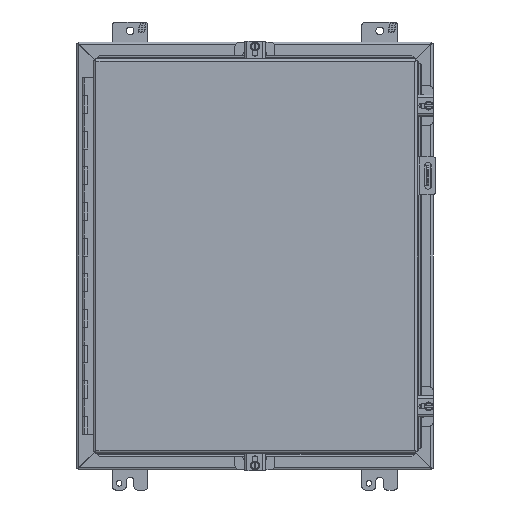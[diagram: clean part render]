
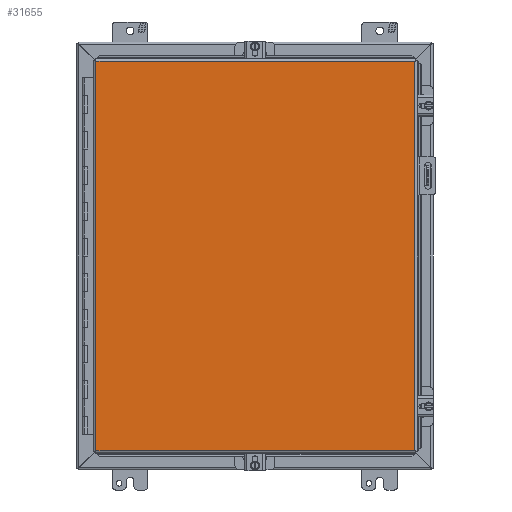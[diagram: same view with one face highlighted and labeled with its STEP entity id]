
A CAD part, front view. The second image highlights one B-rep face of the part: STEP entity #31655.
In plain terms, the highlighted planar face has unit normal (0, -1, 0).
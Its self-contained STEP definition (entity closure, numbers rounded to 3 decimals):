
#1701 = CARTESIAN_POINT ( 'NONE',  ( -8.912, -11.222, -10.913 ) ) ;
#6866 = VERTEX_POINT ( 'NONE', #37729 ) ;
#8449 = DIRECTION ( 'NONE',  ( 1., 0., 0. ) ) ;
#13421 = DIRECTION ( 'NONE',  ( 0., 0., -1. ) ) ;
#13533 = LINE ( 'NONE', #25660, #22733 ) ;
#14732 = ORIENTED_EDGE ( 'NONE', *, *, #46015, .F. ) ;
#15743 = CARTESIAN_POINT ( 'NONE',  ( -8.912, -11.222, 10.913 ) ) ;
#15787 = CARTESIAN_POINT ( 'NONE',  ( 8.976, -11.222, 10.913 ) ) ;
#16259 = LINE ( 'NONE', #15743, #28081 ) ;
#16504 = DIRECTION ( 'NONE',  ( 0., 0., 1. ) ) ;
#17202 = LINE ( 'NONE', #24559, #33733 ) ;
#18694 = EDGE_CURVE ( 'NONE', #25469, #32292, #16259, .T. ) ;
#20033 = VECTOR ( 'NONE', #8449, 39.37 ) ;
#20069 = LINE ( 'NONE', #27688, #20033 ) ;
#22733 = VECTOR ( 'NONE', #44376, 39.37 ) ;
#24088 = ORIENTED_EDGE ( 'NONE', *, *, #39078, .F. ) ;
#24559 = CARTESIAN_POINT ( 'NONE',  ( 8.976, -11.222, -10.912 ) ) ;
#25469 = VERTEX_POINT ( 'NONE', #1701 ) ;
#25660 = CARTESIAN_POINT ( 'NONE',  ( -8.912, -11.222, -10.913 ) ) ;
#27217 = VERTEX_POINT ( 'NONE', #15787 ) ;
#27688 = CARTESIAN_POINT ( 'NONE',  ( 8.976, -11.222, 10.913 ) ) ;
#28081 = VECTOR ( 'NONE', #16504, 39.37 ) ;
#29633 = CARTESIAN_POINT ( 'NONE',  ( -8.912, -11.222, 10.913 ) ) ;
#30549 = FACE_OUTER_BOUND ( 'NONE', #32047, .T. ) ;
#30814 = PLANE ( 'NONE',  #35961 ) ;
#31568 = DIRECTION ( 'NONE',  ( 0., 1., 0. ) ) ;
#31655 = ADVANCED_FACE ( 'NONE', ( #30549 ), #30814, .F. ) ;
#32047 = EDGE_LOOP ( 'NONE', ( #40572, #14732, #40191, #24088 ) ) ;
#32292 = VERTEX_POINT ( 'NONE', #29633 ) ;
#33643 = EDGE_CURVE ( 'NONE', #27217, #6866, #17202, .T. ) ;
#33733 = VECTOR ( 'NONE', #13421, 39.37 ) ;
#35961 = AXIS2_PLACEMENT_3D ( 'NONE', #38386, #31568, #42430 ) ;
#37729 = CARTESIAN_POINT ( 'NONE',  ( 8.976, -11.222, -10.913 ) ) ;
#38386 = CARTESIAN_POINT ( 'NONE',  ( 9.126, -11.222, -11.062 ) ) ;
#39078 = EDGE_CURVE ( 'NONE', #6866, #25469, #13533, .T. ) ;
#40191 = ORIENTED_EDGE ( 'NONE', *, *, #18694, .F. ) ;
#40572 = ORIENTED_EDGE ( 'NONE', *, *, #33643, .F. ) ;
#42430 = DIRECTION ( 'NONE',  ( -1., 0., 0. ) ) ;
#44376 = DIRECTION ( 'NONE',  ( -1., 0., 0. ) ) ;
#46015 = EDGE_CURVE ( 'NONE', #32292, #27217, #20069, .T. ) ;
